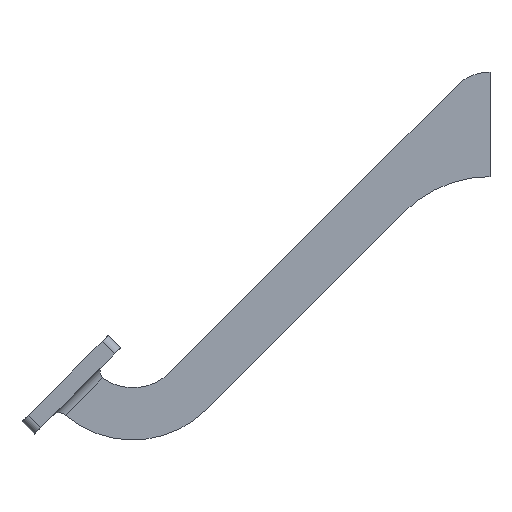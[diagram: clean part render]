
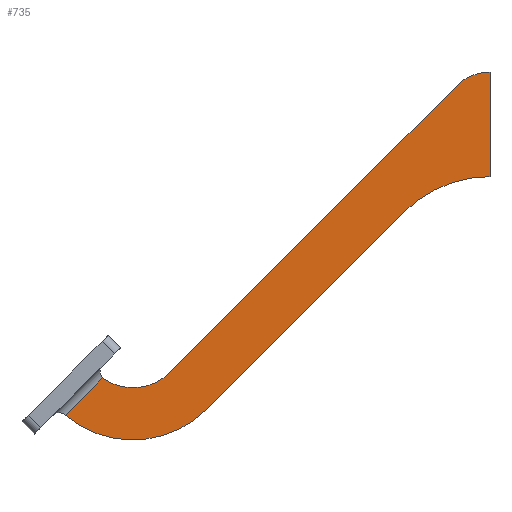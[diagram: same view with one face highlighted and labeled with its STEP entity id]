
A CAD part, left-side view. The second image highlights one B-rep face of the part: STEP entity #735.
In plain terms, the highlighted planar face has unit normal (-1, 0, 0).
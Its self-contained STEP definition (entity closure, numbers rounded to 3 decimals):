
#61=CARTESIAN_POINT('Vertex',(-10.,19.497,51.924)) ;
#66=CARTESIAN_POINT('Axis2P3D Location',(-10.,0.,32.426)) ;
#70=CARTESIAN_POINT('Vertex',(-10.,0.,60.)) ;
#101=CARTESIAN_POINT('Vertex',(-10.,183.848,-112.426)) ;
#106=CARTESIAN_POINT('Line Origine',(-10.,101.673,-30.251)) ;
#128=CARTESIAN_POINT('Line Origine',(-10.,0.,30.)) ;
#132=CARTESIAN_POINT('Vertex',(-10.,0.,0.)) ;
#159=CARTESIAN_POINT('Axis2P3D Location',(-10.,0.,-70.)) ;
#163=CARTESIAN_POINT('Vertex',(-10.,49.497,-20.503)) ;
#190=CARTESIAN_POINT('Line Origine',(-10.,106.066,-77.071)) ;
#194=CARTESIAN_POINT('Vertex',(-10.,162.635,-133.64)) ;
#578=CARTESIAN_POINT('Vertex',(-10.,221.603,-116.24)) ;
#583=CARTESIAN_POINT('Axis2P3D Location',(-10.,205.061,-91.213)) ;
#700=CARTESIAN_POINT('Axis2P3D Location',(-10.,0.,0.)) ;
#705=CARTESIAN_POINT('Axis2P3D Location',(-10.,205.061,-91.213)) ;
#709=CARTESIAN_POINT('Vertex',(-10.,243.804,-137.028)) ;
#712=CARTESIAN_POINT('Axis2P3D Location',(-10.,218.846,-112.069)) ;
#716=CARTESIAN_POINT('Vertex',(-10.,222.381,-115.605)) ;
#719=CARTESIAN_POINT('Line Origine',(-10.,233.093,-126.316)) ;
#67=DIRECTION('Axis2P3D Direction',(1.,0.,0.)) ;
#107=DIRECTION('Vector Direction',(0.,0.707,-0.707)) ;
#129=DIRECTION('Vector Direction',(0.,0.,1.)) ;
#160=DIRECTION('Axis2P3D Direction',(1.,0.,0.)) ;
#191=DIRECTION('Vector Direction',(0.,-0.707,0.707)) ;
#584=DIRECTION('Axis2P3D Direction',(1.,0.,0.)) ;
#701=DIRECTION('Axis2P3D Direction',(1.,0.,0.)) ;
#702=DIRECTION('Axis2P3D XDirection',(0.,1.,0.)) ;
#706=DIRECTION('Axis2P3D Direction',(1.,0.,0.)) ;
#713=DIRECTION('Axis2P3D Direction',(1.,0.,0.)) ;
#720=DIRECTION('Vector Direction',(0.,-0.707,0.707)) ;
#68=AXIS2_PLACEMENT_3D('Circle Axis2P3D',#66,#67,$) ;
#161=AXIS2_PLACEMENT_3D('Circle Axis2P3D',#159,#160,$) ;
#585=AXIS2_PLACEMENT_3D('Circle Axis2P3D',#583,#584,$) ;
#703=AXIS2_PLACEMENT_3D('Plane Axis2P3D',#700,#701,#702) ;
#707=AXIS2_PLACEMENT_3D('Circle Axis2P3D',#705,#706,$) ;
#714=AXIS2_PLACEMENT_3D('Circle Axis2P3D',#712,#713,$) ;
#725=ORIENTED_EDGE('',*,*,#711,.F.) ;
#726=ORIENTED_EDGE('',*,*,#196,.F.) ;
#727=ORIENTED_EDGE('',*,*,#165,.F.) ;
#728=ORIENTED_EDGE('',*,*,#134,.F.) ;
#729=ORIENTED_EDGE('',*,*,#72,.F.) ;
#730=ORIENTED_EDGE('',*,*,#110,.F.) ;
#731=ORIENTED_EDGE('',*,*,#587,.F.) ;
#732=ORIENTED_EDGE('',*,*,#718,.T.) ;
#733=ORIENTED_EDGE('',*,*,#723,.F.) ;
#108=VECTOR('Line Direction',#107,1.) ;
#130=VECTOR('Line Direction',#129,1.) ;
#192=VECTOR('Line Direction',#191,1.) ;
#721=VECTOR('Line Direction',#720,1.) ;
#735=ADVANCED_FACE('PartBody',(#734),#704,.F.) ;
#69=CIRCLE('generated circle',#68,27.574) ;
#162=CIRCLE('generated circle',#161,70.) ;
#586=CIRCLE('generated circle',#585,30.) ;
#708=CIRCLE('generated circle',#707,60.) ;
#715=CIRCLE('generated circle',#714,5.) ;
#72=EDGE_CURVE('',#62,#71,#69,.T.) ;
#110=EDGE_CURVE('',#102,#62,#109,.F.) ;
#134=EDGE_CURVE('',#71,#133,#131,.F.) ;
#165=EDGE_CURVE('',#133,#164,#162,.F.) ;
#196=EDGE_CURVE('',#164,#195,#193,.F.) ;
#587=EDGE_CURVE('',#579,#102,#586,.F.) ;
#711=EDGE_CURVE('',#195,#710,#708,.T.) ;
#718=EDGE_CURVE('',#579,#717,#715,.T.) ;
#723=EDGE_CURVE('',#710,#717,#722,.T.) ;
#724=EDGE_LOOP('',(#725,#726,#727,#728,#729,#730,#731,#732,#733)) ;
#734=FACE_OUTER_BOUND('',#724,.T.) ;
#109=LINE('Line',#106,#108) ;
#131=LINE('Line',#128,#130) ;
#193=LINE('Line',#190,#192) ;
#722=LINE('Line',#719,#721) ;
#704=PLANE('',#703) ;
#62=VERTEX_POINT('',#61) ;
#71=VERTEX_POINT('',#70) ;
#102=VERTEX_POINT('',#101) ;
#133=VERTEX_POINT('',#132) ;
#164=VERTEX_POINT('',#163) ;
#195=VERTEX_POINT('',#194) ;
#579=VERTEX_POINT('',#578) ;
#710=VERTEX_POINT('',#709) ;
#717=VERTEX_POINT('',#716) ;
